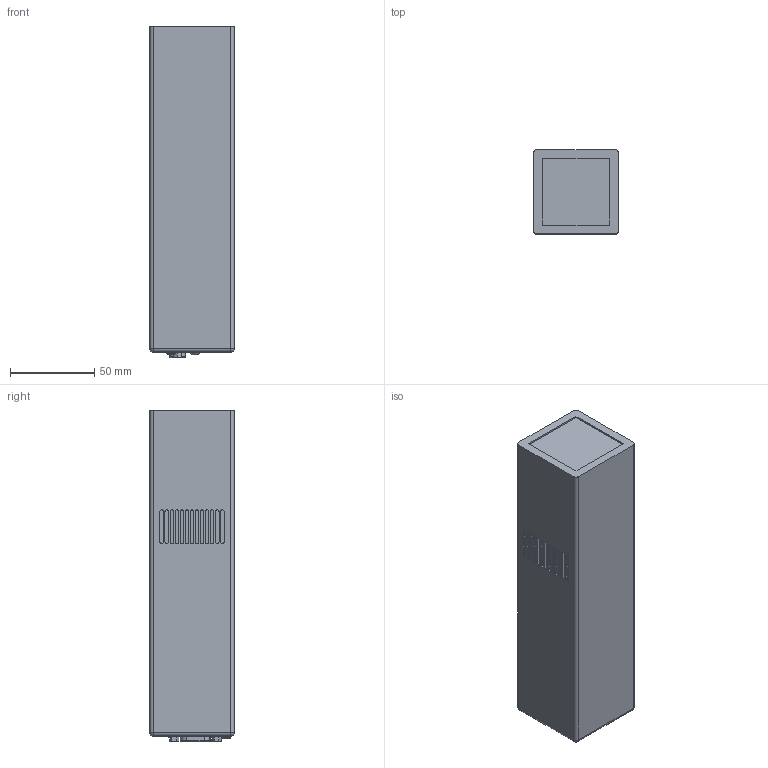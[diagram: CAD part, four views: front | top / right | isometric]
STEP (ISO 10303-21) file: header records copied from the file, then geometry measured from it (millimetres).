
FILE_DESCRIPTION (( 'STEP AP203' ), '1' );
FILE_NAME ('MX-250.STEP', '2017-10-11T12:45:10', ( '' ), ( '' ), 'SwSTEP 2.0', 'SolidWorks 2017', '' );
FILE_SCHEMA (( 'CONFIG_CONTROL_DESIGN' ));
Length unit declared in the file: inch
Products named in the file (1): MX-250
Bounding box: 50 x 50 x 196.33 mm (x, y, z)
Volume: 478467.7 mm3; surface area: 45531.5 mm2
Topology: 1 solids, 1 shells, 376 faces, 934 edges, 589 vertices
Faces by surface type: plane 196, cylinder 121, cone 31, bspline 19, sphere 8, torus 1
Full cylindrical faces by diameter (mm): 0.749 x6, 1.575 x2, 2.261 x2, 4.2 x2, 5 x1, 5.7 x2, 5.715 x2, 6 x2
Entity records: 11466 total; most frequent: CARTESIAN_POINT 2706, DIRECTION 1811, ORIENTED_EDGE 1746, EDGE_CURVE 873, AXIS2_PLACEMENT_3D 665, VERTEX_POINT 578, VECTOR 481, LINE 481
